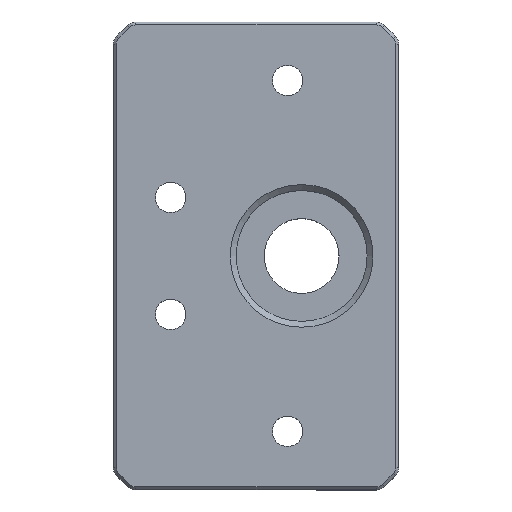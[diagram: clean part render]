
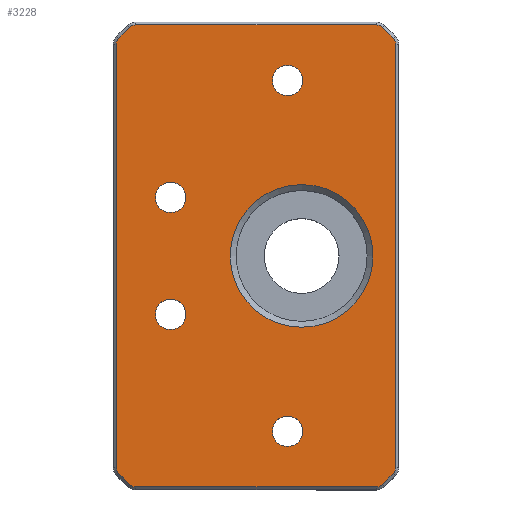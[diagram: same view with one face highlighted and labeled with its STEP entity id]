
A CAD part, top view. The second image highlights one B-rep face of the part: STEP entity #3228.
In plain terms, the highlighted face is planar.
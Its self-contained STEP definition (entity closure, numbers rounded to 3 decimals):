
#100=FACE_BOUND('',#493,.T.);
#101=FACE_BOUND('',#494,.T.);
#102=FACE_BOUND('',#495,.T.);
#103=FACE_BOUND('',#496,.T.);
#104=FACE_BOUND('',#497,.T.);
#180=CIRCLE('',#3484,12.2);
#181=CIRCLE('',#3486,1.5);
#182=CIRCLE('',#3487,1.5);
#183=CIRCLE('',#3488,1.5);
#184=CIRCLE('',#3489,1.5);
#185=CIRCLE('',#3490,1.5);
#186=CIRCLE('',#3491,1.5);
#187=CIRCLE('',#3492,1.5);
#188=CIRCLE('',#3493,1.5);
#189=CIRCLE('',#3494,2.6);
#190=CIRCLE('',#3495,2.6);
#191=CIRCLE('',#3496,2.6);
#192=CIRCLE('',#3497,2.6);
#294=FACE_OUTER_BOUND('',#492,.T.);
#492=EDGE_LOOP('',(#2394,#2395,#2396,#2397,#2398,#2399,#2400,#2401,#2402,
#2403,#2404,#2405,#2406,#2407,#2408,#2409));
#493=EDGE_LOOP('',(#2410));
#494=EDGE_LOOP('',(#2411));
#495=EDGE_LOOP('',(#2412));
#496=EDGE_LOOP('',(#2413));
#497=EDGE_LOOP('',(#2414));
#750=LINE('',#4888,#1096);
#751=LINE('',#4892,#1097);
#752=LINE('',#4896,#1098);
#753=LINE('',#4900,#1099);
#754=LINE('',#4904,#1100);
#755=LINE('',#4908,#1101);
#756=LINE('',#4912,#1102);
#757=LINE('',#4916,#1103);
#1096=VECTOR('',#3991,10.);
#1097=VECTOR('',#3994,10.);
#1098=VECTOR('',#3997,10.);
#1099=VECTOR('',#4000,10.);
#1100=VECTOR('',#4003,10.);
#1101=VECTOR('',#4006,10.);
#1102=VECTOR('',#4009,10.);
#1103=VECTOR('',#4012,10.);
#1431=VERTEX_POINT('',#4882);
#1432=VERTEX_POINT('',#4886);
#1433=VERTEX_POINT('',#4887);
#1434=VERTEX_POINT('',#4889);
#1435=VERTEX_POINT('',#4891);
#1436=VERTEX_POINT('',#4893);
#1437=VERTEX_POINT('',#4895);
#1438=VERTEX_POINT('',#4897);
#1439=VERTEX_POINT('',#4899);
#1440=VERTEX_POINT('',#4901);
#1441=VERTEX_POINT('',#4903);
#1442=VERTEX_POINT('',#4905);
#1443=VERTEX_POINT('',#4907);
#1444=VERTEX_POINT('',#4909);
#1445=VERTEX_POINT('',#4911);
#1446=VERTEX_POINT('',#4913);
#1447=VERTEX_POINT('',#4915);
#1448=VERTEX_POINT('',#4918);
#1449=VERTEX_POINT('',#4920);
#1450=VERTEX_POINT('',#4922);
#1451=VERTEX_POINT('',#4924);
#1780=EDGE_CURVE('',#1431,#1431,#180,.T.);
#1781=EDGE_CURVE('',#1432,#1433,#750,.T.);
#1782=EDGE_CURVE('',#1434,#1432,#181,.T.);
#1783=EDGE_CURVE('',#1435,#1434,#751,.T.);
#1784=EDGE_CURVE('',#1436,#1435,#182,.T.);
#1785=EDGE_CURVE('',#1437,#1436,#752,.T.);
#1786=EDGE_CURVE('',#1438,#1437,#183,.T.);
#1787=EDGE_CURVE('',#1439,#1438,#753,.T.);
#1788=EDGE_CURVE('',#1440,#1439,#184,.T.);
#1789=EDGE_CURVE('',#1441,#1440,#754,.T.);
#1790=EDGE_CURVE('',#1442,#1441,#185,.T.);
#1791=EDGE_CURVE('',#1443,#1442,#755,.T.);
#1792=EDGE_CURVE('',#1444,#1443,#186,.T.);
#1793=EDGE_CURVE('',#1445,#1444,#756,.T.);
#1794=EDGE_CURVE('',#1446,#1445,#187,.T.);
#1795=EDGE_CURVE('',#1447,#1446,#757,.T.);
#1796=EDGE_CURVE('',#1433,#1447,#188,.T.);
#1797=EDGE_CURVE('',#1448,#1448,#189,.T.);
#1798=EDGE_CURVE('',#1449,#1449,#190,.T.);
#1799=EDGE_CURVE('',#1450,#1450,#191,.T.);
#1800=EDGE_CURVE('',#1451,#1451,#192,.T.);
#2394=ORIENTED_EDGE('',*,*,#1781,.F.);
#2395=ORIENTED_EDGE('',*,*,#1782,.F.);
#2396=ORIENTED_EDGE('',*,*,#1783,.F.);
#2397=ORIENTED_EDGE('',*,*,#1784,.F.);
#2398=ORIENTED_EDGE('',*,*,#1785,.F.);
#2399=ORIENTED_EDGE('',*,*,#1786,.F.);
#2400=ORIENTED_EDGE('',*,*,#1787,.F.);
#2401=ORIENTED_EDGE('',*,*,#1788,.F.);
#2402=ORIENTED_EDGE('',*,*,#1789,.F.);
#2403=ORIENTED_EDGE('',*,*,#1790,.F.);
#2404=ORIENTED_EDGE('',*,*,#1791,.F.);
#2405=ORIENTED_EDGE('',*,*,#1792,.F.);
#2406=ORIENTED_EDGE('',*,*,#1793,.F.);
#2407=ORIENTED_EDGE('',*,*,#1794,.F.);
#2408=ORIENTED_EDGE('',*,*,#1795,.F.);
#2409=ORIENTED_EDGE('',*,*,#1796,.F.);
#2410=ORIENTED_EDGE('',*,*,#1797,.T.);
#2411=ORIENTED_EDGE('',*,*,#1798,.T.);
#2412=ORIENTED_EDGE('',*,*,#1799,.T.);
#2413=ORIENTED_EDGE('',*,*,#1800,.T.);
#2414=ORIENTED_EDGE('',*,*,#1780,.F.);
#3094=PLANE('',#3485);
#3228=ADVANCED_FACE('',(#294,#100,#101,#102,#103,#104),#3094,.T.);
#3484=AXIS2_PLACEMENT_3D('',#4884,#3987,#3988);
#3485=AXIS2_PLACEMENT_3D('',#4885,#3989,#3990);
#3486=AXIS2_PLACEMENT_3D('',#4890,#3992,#3993);
#3487=AXIS2_PLACEMENT_3D('',#4894,#3995,#3996);
#3488=AXIS2_PLACEMENT_3D('',#4898,#3998,#3999);
#3489=AXIS2_PLACEMENT_3D('',#4902,#4001,#4002);
#3490=AXIS2_PLACEMENT_3D('',#4906,#4004,#4005);
#3491=AXIS2_PLACEMENT_3D('',#4910,#4007,#4008);
#3492=AXIS2_PLACEMENT_3D('',#4914,#4010,#4011);
#3493=AXIS2_PLACEMENT_3D('',#4917,#4013,#4014);
#3494=AXIS2_PLACEMENT_3D('',#4919,#4015,#4016);
#3495=AXIS2_PLACEMENT_3D('',#4921,#4017,#4018);
#3496=AXIS2_PLACEMENT_3D('',#4923,#4019,#4020);
#3497=AXIS2_PLACEMENT_3D('',#4925,#4021,#4022);
#3987=DIRECTION('center_axis',(0.,0.,
-1.));
#3988=DIRECTION('ref_axis',(0.,-1.,0.));
#3989=DIRECTION('center_axis',(0.,0.,
-1.));
#3990=DIRECTION('ref_axis',(0.,-1.,0.));
#3991=DIRECTION('',(-1.,0.,0.));
#3992=DIRECTION('center_axis',(0.,0.,
1.));
#3993=DIRECTION('ref_axis',(0.383,0.924,0.));
#3994=DIRECTION('',(-0.707,0.707,0.));
#3995=DIRECTION('center_axis',(0.,0.,
1.));
#3996=DIRECTION('ref_axis',(0.924,0.383,0.));
#3997=DIRECTION('',(0.,1.,0.));
#3998=DIRECTION('center_axis',(0.,0.,
1.));
#3999=DIRECTION('ref_axis',(0.924,-0.383,0.));
#4000=DIRECTION('',(0.707,0.707,0.));
#4001=DIRECTION('center_axis',(0.,0.,
1.));
#4002=DIRECTION('ref_axis',(0.383,-0.924,0.));
#4003=DIRECTION('',(1.,0.,0.));
#4004=DIRECTION('center_axis',(0.,0.,
1.));
#4005=DIRECTION('ref_axis',(-0.383,-0.924,0.));
#4006=DIRECTION('',(0.707,-0.707,0.));
#4007=DIRECTION('center_axis',(0.,0.,
1.));
#4008=DIRECTION('ref_axis',(-0.924,-0.383,0.));
#4009=DIRECTION('',(0.,-1.,0.));
#4010=DIRECTION('center_axis',(0.,0.,
1.));
#4011=DIRECTION('ref_axis',(-0.924,0.383,0.));
#4012=DIRECTION('',(-0.707,-0.707,0.));
#4013=DIRECTION('center_axis',(0.,0.,
1.));
#4014=DIRECTION('ref_axis',(-0.383,0.924,0.));
#4015=DIRECTION('center_axis',(0.,0.,
1.));
#4016=DIRECTION('ref_axis',(0.,1.,0.));
#4017=DIRECTION('center_axis',(0.,0.,
1.));
#4018=DIRECTION('ref_axis',(0.,-1.,0.));
#4019=DIRECTION('center_axis',(0.,0.,
1.));
#4020=DIRECTION('ref_axis',(0.,-1.,0.));
#4021=DIRECTION('center_axis',(0.,0.,
1.));
#4022=DIRECTION('ref_axis',(0.,1.,0.));
#4882=CARTESIAN_POINT('',(-22.4,52.2,-52.));
#4884=CARTESIAN_POINT('Origin',(-22.4,40.,-52.));
#4885=CARTESIAN_POINT('Origin',(10.,0.,-52.));
#4886=CARTESIAN_POINT('',(5.972,79.5,-52.));
#4887=CARTESIAN_POINT('',(-35.172,79.5,-52.));
#4888=CARTESIAN_POINT('',(10.,79.5,-52.));
#4889=CARTESIAN_POINT('',(7.032,79.061,-52.));
#4890=CARTESIAN_POINT('Origin',(5.972,78.,-52.));
#4891=CARTESIAN_POINT('',(8.861,77.232,-52.));
#4892=CARTESIAN_POINT('',(27.996,58.096,-52.));
#4893=CARTESIAN_POINT('',(9.3,76.172,-52.));
#4894=CARTESIAN_POINT('Origin',(7.8,76.172,-52.));
#4895=CARTESIAN_POINT('',(9.3,3.828,-52.));
#4896=CARTESIAN_POINT('',(9.3,0.,-52.));
#4897=CARTESIAN_POINT('',(8.861,2.768,-52.));
#4898=CARTESIAN_POINT('Origin',(7.8,3.828,-52.));
#4899=CARTESIAN_POINT('',(7.032,0.939,-52.));
#4900=CARTESIAN_POINT('',(7.996,1.904,-52.));
#4901=CARTESIAN_POINT('',(5.972,0.5,-52.));
#4902=CARTESIAN_POINT('Origin',(5.972,2.,-52.));
#4903=CARTESIAN_POINT('',(-35.172,0.5,-52.));
#4904=CARTESIAN_POINT('',(10.,0.5,-52.));
#4905=CARTESIAN_POINT('',(-36.232,0.939,-52.));
#4906=CARTESIAN_POINT('Origin',(-35.172,2.,-52.));
#4907=CARTESIAN_POINT('',(-38.061,2.768,-52.));
#4908=CARTESIAN_POINT('',(-24.896,-10.396,-52.));
#4909=CARTESIAN_POINT('',(-38.5,3.828,-52.));
#4910=CARTESIAN_POINT('Origin',(-37.,3.828,-52.));
#4911=CARTESIAN_POINT('',(-38.5,76.172,-52.));
#4912=CARTESIAN_POINT('',(-38.5,0.,-52.));
#4913=CARTESIAN_POINT('',(-38.061,77.232,-52.));
#4914=CARTESIAN_POINT('Origin',(-37.,76.172,-52.));
#4915=CARTESIAN_POINT('',(-36.232,79.061,-52.));
#4916=CARTESIAN_POINT('',(-44.896,70.396,-52.));
#4917=CARTESIAN_POINT('Origin',(-35.172,78.,-52.));
#4918=CARTESIAN_POINT('',(0.,32.6,-52.));
#4919=CARTESIAN_POINT('Origin',(0.,30.,-52.));
#4920=CARTESIAN_POINT('',(0.,52.6,-52.));
#4921=CARTESIAN_POINT('Origin',(0.,50.,-52.));
#4922=CARTESIAN_POINT('',(-20.,72.6,-52.));
#4923=CARTESIAN_POINT('Origin',(-20.,70.,-52.));
#4924=CARTESIAN_POINT('',(-20.,12.6,-52.));
#4925=CARTESIAN_POINT('Origin',(-20.,10.,-52.));
